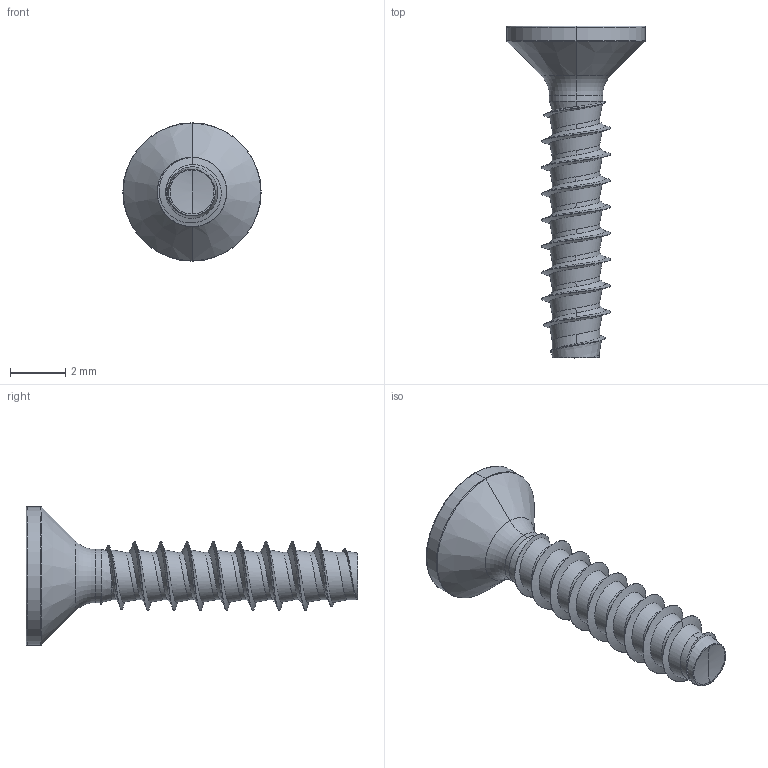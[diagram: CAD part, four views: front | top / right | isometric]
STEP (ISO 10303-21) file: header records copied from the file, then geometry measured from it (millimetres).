
FILE_DESCRIPTION (( 'STEP AP203' ), '1' );
FILE_NAME ('STP330250120.STEP', '2017-08-15T15:19:37', ( '' ), ( '' ), 'SwSTEP 2.0', 'SolidWorks 2015', '' );
FILE_SCHEMA (( 'CONFIG_CONTROL_DESIGN' ));
Length unit declared in the file: millimetre
Products named in the file (1): STP330250120
Bounding box: 5 x 12 x 5 mm (x, y, z)
Volume: 51.9 mm3; surface area: 149.1 mm2
Topology: 1 solids, 1 shells, 182 faces, 414 edges, 234 vertices
Faces by surface type: cylinder 66, bspline 51, sphere 26, plane 22, cone 11, torus 6
Entity records: 15895 total; most frequent: CARTESIAN_POINT 12215, ORIENTED_EDGE 824, DIRECTION 667, EDGE_CURVE 412, AXIS2_PLACEMENT_3D 273, VERTEX_POINT 234, EDGE_LOOP 184, ADVANCED_FACE 182
